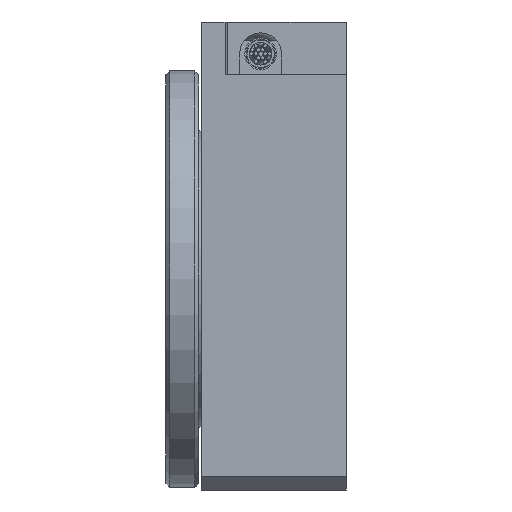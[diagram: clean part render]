
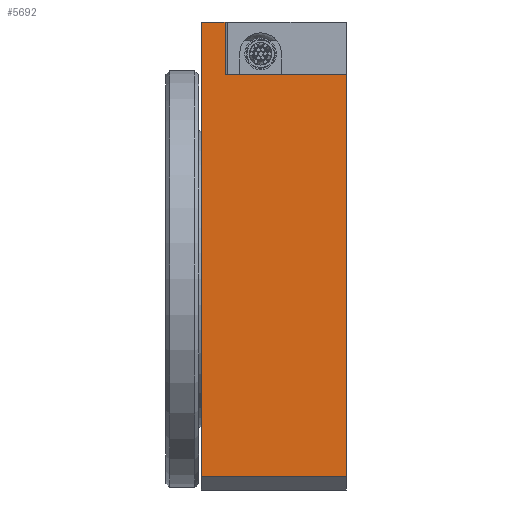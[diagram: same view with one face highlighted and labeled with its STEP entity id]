
A CAD part, left-side view. The second image highlights one B-rep face of the part: STEP entity #5692.
In plain terms, the highlighted planar face has unit normal (-1, 0, 0).
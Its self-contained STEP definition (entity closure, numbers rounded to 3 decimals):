
#187 = DIRECTION ( 'NONE',  ( 0., 0., 1. ) ) ;
#428 = ORIENTED_EDGE ( 'NONE', *, *, #19637, .F. ) ;
#1891 = VERTEX_POINT ( 'NONE', #25188 ) ;
#2324 = DIRECTION ( 'NONE',  ( 0., 0., -1. ) ) ;
#3302 = EDGE_CURVE ( 'NONE', #26545, #1891, #7746, .T. ) ;
#3882 = EDGE_LOOP ( 'NONE', ( #428, #28883, #8301, #10955, #19703, #20365 ) ) ;
#4679 = CARTESIAN_POINT ( 'NONE',  ( -16., 11., 19.5 ) ) ;
#5470 = VECTOR ( 'NONE', #26816, 1000. ) ;
#5692 = ADVANCED_FACE ( 'NONE', ( #9402 ), #26927, .F. ) ;
#6327 = VERTEX_POINT ( 'NONE', #30007 ) ;
#7192 = LINE ( 'NONE', #17006, #5470 ) ;
#7746 = LINE ( 'NONE', #27537, #18967 ) ;
#8301 = ORIENTED_EDGE ( 'NONE', *, *, #3302, .T. ) ;
#9026 = VECTOR ( 'NONE', #28816, 1000. ) ;
#9348 = CARTESIAN_POINT ( 'NONE',  ( -16., 9.2, 15.5 ) ) ;
#9402 = FACE_OUTER_BOUND ( 'NONE', #3882, .T. ) ;
#9655 = CARTESIAN_POINT ( 'NONE',  ( -16., 0., -15. ) ) ;
#9986 = VECTOR ( 'NONE', #26756, 1000. ) ;
#10955 = ORIENTED_EDGE ( 'NONE', *, *, #28467, .F. ) ;
#11232 = CARTESIAN_POINT ( 'NONE',  ( -16., 11., -15. ) ) ;
#11743 = LINE ( 'NONE', #23493, #9026 ) ;
#14465 = VERTEX_POINT ( 'NONE', #4679 ) ;
#14903 = EDGE_CURVE ( 'NONE', #6327, #26545, #16224, .T. ) ;
#15999 = CARTESIAN_POINT ( 'NONE',  ( -16., 9.2, 19.5 ) ) ;
#16224 = LINE ( 'NONE', #11232, #31023 ) ;
#16387 = VECTOR ( 'NONE', #23871, 1000. ) ;
#17006 = CARTESIAN_POINT ( 'NONE',  ( -16., 9.2, 16.5 ) ) ;
#18795 = DIRECTION ( 'NONE',  ( 0., -1., 0. ) ) ;
#18889 = LINE ( 'NONE', #28711, #16387 ) ;
#18967 = VECTOR ( 'NONE', #187, 1000. ) ;
#19637 = EDGE_CURVE ( 'NONE', #6327, #14465, #11743, .T. ) ;
#19703 = ORIENTED_EDGE ( 'NONE', *, *, #21096, .T. ) ;
#20365 = ORIENTED_EDGE ( 'NONE', *, *, #24616, .F. ) ;
#21096 = EDGE_CURVE ( 'NONE', #29187, #28129, #7192, .T. ) ;
#21632 = CARTESIAN_POINT ( 'NONE',  ( -16., 11., -16. ) ) ;
#21769 = LINE ( 'NONE', #29336, #9986 ) ;
#22660 = AXIS2_PLACEMENT_3D ( 'NONE', #21632, #26615, #2324 ) ;
#23493 = CARTESIAN_POINT ( 'NONE',  ( -16., 11., -16. ) ) ;
#23871 = DIRECTION ( 'NONE',  ( 0., -1., 0. ) ) ;
#24616 = EDGE_CURVE ( 'NONE', #14465, #28129, #18889, .T. ) ;
#25188 = CARTESIAN_POINT ( 'NONE',  ( -16., 0., 15.5 ) ) ;
#26545 = VERTEX_POINT ( 'NONE', #9655 ) ;
#26615 = DIRECTION ( 'NONE',  ( 1., 0., 0. ) ) ;
#26756 = DIRECTION ( 'NONE',  ( 0., -1., 0. ) ) ;
#26816 = DIRECTION ( 'NONE',  ( 0., 0., 1. ) ) ;
#26927 = PLANE ( 'NONE',  #22660 ) ;
#27537 = CARTESIAN_POINT ( 'NONE',  ( -16., 0., -16. ) ) ;
#28129 = VERTEX_POINT ( 'NONE', #15999 ) ;
#28467 = EDGE_CURVE ( 'NONE', #29187, #1891, #21769, .T. ) ;
#28711 = CARTESIAN_POINT ( 'NONE',  ( -16., 11., 19.5 ) ) ;
#28816 = DIRECTION ( 'NONE',  ( 0., 0., 1. ) ) ;
#28883 = ORIENTED_EDGE ( 'NONE', *, *, #14903, .T. ) ;
#29187 = VERTEX_POINT ( 'NONE', #9348 ) ;
#29336 = CARTESIAN_POINT ( 'NONE',  ( -16., 0., 15.5 ) ) ;
#30007 = CARTESIAN_POINT ( 'NONE',  ( -16., 11., -15. ) ) ;
#31023 = VECTOR ( 'NONE', #18795, 1000. ) ;
